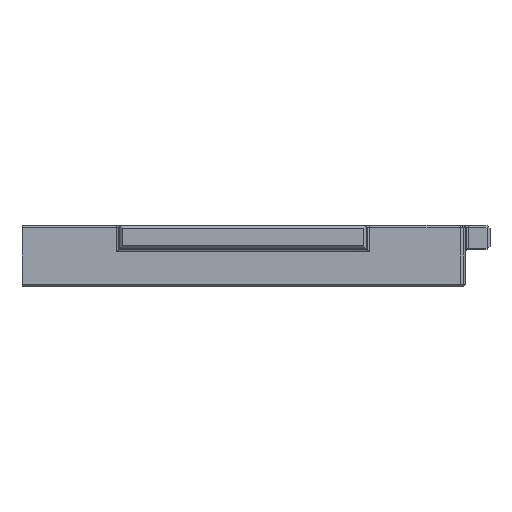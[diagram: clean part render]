
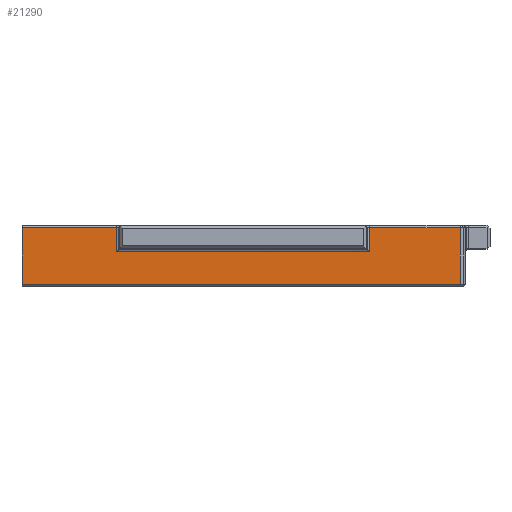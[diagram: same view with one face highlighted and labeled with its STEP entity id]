
A CAD part, top view. The second image highlights one B-rep face of the part: STEP entity #21290.
In plain terms, the highlighted planar face has unit normal (0, 0, 1).
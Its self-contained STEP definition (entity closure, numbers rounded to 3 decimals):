
#168 = DIRECTION ( 'NONE',  ( 1., 0., 0. ) ) ;
#1097 = VECTOR ( 'NONE', #16420, 1000. ) ;
#1354 = EDGE_CURVE ( 'NONE', #4834, #11689, #19695, .T. ) ;
#1484 = EDGE_CURVE ( 'NONE', #11689, #2687, #21809, .T. ) ;
#1797 = DIRECTION ( 'NONE',  ( 0., 0., 1. ) ) ;
#2047 = PLANE ( 'NONE',  #16505 ) ;
#2687 = VERTEX_POINT ( 'NONE', #22159 ) ;
#2712 = ORIENTED_EDGE ( 'NONE', *, *, #3465, .F. ) ;
#2939 = LINE ( 'NONE', #8586, #6137 ) ;
#3289 = DIRECTION ( 'NONE',  ( 0., 1., 0. ) ) ;
#3465 = EDGE_CURVE ( 'NONE', #8883, #8444, #20914, .T. ) ;
#3796 = LINE ( 'NONE', #5685, #9021 ) ;
#3973 = EDGE_CURVE ( 'NONE', #2687, #16267, #2939, .T. ) ;
#4545 = ORIENTED_EDGE ( 'NONE', *, *, #19915, .F. ) ;
#4834 = VERTEX_POINT ( 'NONE', #6313 ) ;
#5685 = CARTESIAN_POINT ( 'NONE',  ( 180., 19.5, 59.8 ) ) ;
#5912 = VECTOR ( 'NONE', #20990, 1000. ) ;
#6137 = VECTOR ( 'NONE', #3289, 1000. ) ;
#6282 = VECTOR ( 'NONE', #21588, 1000. ) ;
#6313 = CARTESIAN_POINT ( 'NONE',  ( 119.4, 19.5, 59.8 ) ) ;
#6861 = LINE ( 'NONE', #14062, #20658 ) ;
#7076 = VECTOR ( 'NONE', #8176, 1000. ) ;
#7134 = EDGE_CURVE ( 'NONE', #16267, #8883, #3796, .T. ) ;
#7336 = DIRECTION ( 'NONE',  ( 1., 0., 0. ) ) ;
#7658 = CARTESIAN_POINT ( 'NONE',  ( 180., 14.6, 59.8 ) ) ;
#7686 = VERTEX_POINT ( 'NONE', #9226 ) ;
#8176 = DIRECTION ( 'NONE',  ( 0., -1., 0. ) ) ;
#8374 = CARTESIAN_POINT ( 'NONE',  ( 119.4, 22.6, 59.8 ) ) ;
#8413 = ORIENTED_EDGE ( 'NONE', *, *, #7134, .F. ) ;
#8444 = VERTEX_POINT ( 'NONE', #9837 ) ;
#8586 = CARTESIAN_POINT ( 'NONE',  ( 170.6, 22.6, 59.8 ) ) ;
#8883 = VERTEX_POINT ( 'NONE', #15801 ) ;
#9021 = VECTOR ( 'NONE', #9222, 1000. ) ;
#9111 = LINE ( 'NONE', #16296, #12024 ) ;
#9222 = DIRECTION ( 'NONE',  ( 1., 0., 0. ) ) ;
#9226 = CARTESIAN_POINT ( 'NONE',  ( 100.3, 8., 59.8 ) ) ;
#9451 = ORIENTED_EDGE ( 'NONE', *, *, #22107, .T. ) ;
#9681 = CARTESIAN_POINT ( 'NONE',  ( 119.4, 14.6, 59.8 ) ) ;
#9837 = CARTESIAN_POINT ( 'NONE',  ( 189., 8., 59.8 ) ) ;
#11115 = CARTESIAN_POINT ( 'NONE',  ( 167.525, 8., 59.8 ) ) ;
#11689 = VERTEX_POINT ( 'NONE', #9681 ) ;
#11731 = EDGE_LOOP ( 'NONE', ( #9451, #4545, #2712, #8413, #23007, #18847, #16590, #16633 ) ) ;
#12024 = VECTOR ( 'NONE', #168, 1000. ) ;
#12188 = CARTESIAN_POINT ( 'NONE',  ( 189., 27.6, 59.8 ) ) ;
#13050 = CARTESIAN_POINT ( 'NONE',  ( 170.6, 19.5, 59.8 ) ) ;
#14062 = CARTESIAN_POINT ( 'NONE',  ( 100.3, 20.325, 59.8 ) ) ;
#15801 = CARTESIAN_POINT ( 'NONE',  ( 189., 19.5, 59.8 ) ) ;
#16267 = VERTEX_POINT ( 'NONE', #13050 ) ;
#16296 = CARTESIAN_POINT ( 'NONE',  ( 180., 19.5, 59.8 ) ) ;
#16420 = DIRECTION ( 'NONE',  ( -1., 0., 0. ) ) ;
#16505 = AXIS2_PLACEMENT_3D ( 'NONE', #17932, #1797, #7336 ) ;
#16590 = ORIENTED_EDGE ( 'NONE', *, *, #1354, .F. ) ;
#16633 = ORIENTED_EDGE ( 'NONE', *, *, #22227, .F. ) ;
#17932 = CARTESIAN_POINT ( 'NONE',  ( -79.7, 27.6, 59.8 ) ) ;
#18173 = FACE_OUTER_BOUND ( 'NONE', #11731, .T. ) ;
#18604 = CARTESIAN_POINT ( 'NONE',  ( 100.3, 19.5, 59.8 ) ) ;
#18847 = ORIENTED_EDGE ( 'NONE', *, *, #1484, .F. ) ;
#19374 = VERTEX_POINT ( 'NONE', #18604 ) ;
#19695 = LINE ( 'NONE', #8374, #5912 ) ;
#19915 = EDGE_CURVE ( 'NONE', #8444, #7686, #20411, .T. ) ;
#20411 = LINE ( 'NONE', #11115, #1097 ) ;
#20658 = VECTOR ( 'NONE', #21246, 1000. ) ;
#20914 = LINE ( 'NONE', #12188, #7076 ) ;
#20990 = DIRECTION ( 'NONE',  ( 0., -1., 0. ) ) ;
#21246 = DIRECTION ( 'NONE',  ( 0., -1., 0. ) ) ;
#21290 = ADVANCED_FACE ( 'NONE', ( #18173 ), #2047, .T. ) ;
#21588 = DIRECTION ( 'NONE',  ( 1., 0., 0. ) ) ;
#21809 = LINE ( 'NONE', #7658, #6282 ) ;
#22107 = EDGE_CURVE ( 'NONE', #19374, #7686, #6861, .T. ) ;
#22159 = CARTESIAN_POINT ( 'NONE',  ( 170.6, 14.6, 59.8 ) ) ;
#22227 = EDGE_CURVE ( 'NONE', #19374, #4834, #9111, .T. ) ;
#23007 = ORIENTED_EDGE ( 'NONE', *, *, #3973, .F. ) ;
